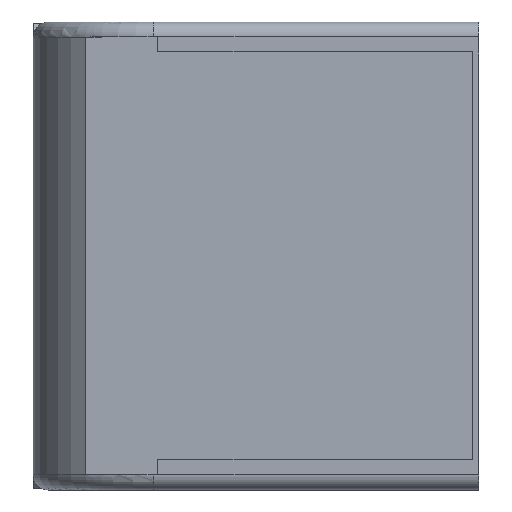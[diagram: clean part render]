
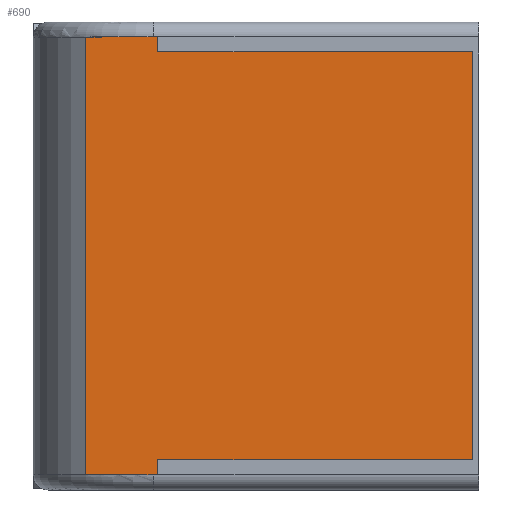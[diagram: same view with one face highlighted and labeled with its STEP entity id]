
A CAD part, top view. The second image highlights one B-rep face of the part: STEP entity #690.
In plain terms, the highlighted planar face has unit normal (0, 0, 1).
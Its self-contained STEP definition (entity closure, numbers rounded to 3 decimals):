
#1 = CARTESIAN_POINT ( 'NONE',  ( -96.124, -156., 2. ) ) ;
#29 = ORIENTED_EDGE ( 'NONE', *, *, #774, .T. ) ;
#34 = CARTESIAN_POINT ( 'NONE',  ( -98.73, -154.506, 2. ) ) ;
#51 = CARTESIAN_POINT ( 'NONE',  ( -97.091, -155.847, 2. ) ) ;
#59 = CARTESIAN_POINT ( 'NONE',  ( -97.631, -4.397, 2. ) ) ;
#81 = B_SPLINE_CURVE_WITH_KNOTS ( 'NONE', 3,
 ( #164, #426, #1131, #879, #1248, #157, #1362, #892, #1463, #1347, #655, #59, #991, #536, #528, #304 ),
 .UNSPECIFIED., .F., .F.,
 ( 4, 2, 2, 2, 2, 2, 2, 4 ),
 ( 0., 0.001, 0.001, 0.002, 0.002, 0.003, 0.004, 0.005 ),
 .UNSPECIFIED. ) ;
#83 = DIRECTION ( 'NONE',  ( 0., 0., -1. ) ) ;
#84 = DIRECTION ( 'NONE',  ( 0., -1., 0. ) ) ;
#89 = VECTOR ( 'NONE', #84, 1000. ) ;
#104 = VERTEX_POINT ( 'NONE', #535 ) ;
#116 = B_SPLINE_CURVE_WITH_KNOTS ( 'NONE', 3,
 ( #1354, #886, #417, #870, #51, #305, #537, #1249, #529, #393, #893, #34, #1449, #548, #1341, #901 ),
 .UNSPECIFIED., .F., .F.,
 ( 4, 2, 2, 2, 2, 2, 2, 4 ),
 ( 0., 0.001, 0.001, 0.002, 0.002, 0.003, 0.004, 0.005 ),
 .UNSPECIFIED. ) ;
#147 = CARTESIAN_POINT ( 'NONE',  ( 45.32, -156., 2. ) ) ;
#157 = CARTESIAN_POINT ( 'NONE',  ( -98.824, -5.67, 2. ) ) ;
#164 = CARTESIAN_POINT ( 'NONE',  ( -99.129, -7., 2. ) ) ;
#166 = CARTESIAN_POINT ( 'NONE',  ( 0., -156., 2. ) ) ;
#181 = VERTEX_POINT ( 'NONE', #681 ) ;
#229 = PLANE ( 'NONE',  #437 ) ;
#304 = CARTESIAN_POINT ( 'NONE',  ( -96.124, -4., 2. ) ) ;
#305 = CARTESIAN_POINT ( 'NONE',  ( -97.455, -155.697, 2. ) ) ;
#310 = DIRECTION ( 'NONE',  ( -1., 0., 0. ) ) ;
#345 = EDGE_CURVE ( 'NONE', #1229, #104, #1474, .T. ) ;
#393 = CARTESIAN_POINT ( 'NONE',  ( -98.386, -154.985, 2. ) ) ;
#396 = CARTESIAN_POINT ( 'NONE',  ( -99.129, -7., 2. ) ) ;
#417 = CARTESIAN_POINT ( 'NONE',  ( -96.517, -155.981, 2. ) ) ;
#418 = VERTEX_POINT ( 'NONE', #802 ) ;
#423 = VECTOR ( 'NONE', #310, 1000. ) ;
#426 = CARTESIAN_POINT ( 'NONE',  ( -99.129, -6.802, 2. ) ) ;
#437 = AXIS2_PLACEMENT_3D ( 'NONE', #1034, #83, #1499 ) ;
#439 = CARTESIAN_POINT ( 'NONE',  ( 0., -4., 2. ) ) ;
#452 = CARTESIAN_POINT ( 'NONE',  ( -99.129, -7., 2. ) ) ;
#528 = CARTESIAN_POINT ( 'NONE',  ( -96.521, -4., 2. ) ) ;
#529 = CARTESIAN_POINT ( 'NONE',  ( -98.108, -155.261, 2. ) ) ;
#535 = CARTESIAN_POINT ( 'NONE',  ( -96.124, -4., 2. ) ) ;
#536 = CARTESIAN_POINT ( 'NONE',  ( -96.915, -4.079, 2. ) ) ;
#537 = CARTESIAN_POINT ( 'NONE',  ( -97.627, -155.605, 2. ) ) ;
#548 = CARTESIAN_POINT ( 'NONE',  ( -99.049, -153.79, 2. ) ) ;
#616 = VERTEX_POINT ( 'NONE', #396 ) ;
#655 = CARTESIAN_POINT ( 'NONE',  ( -97.959, -4.616, 2. ) ) ;
#678 = CARTESIAN_POINT ( 'NONE',  ( 45.32, -4., 2. ) ) ;
#681 = CARTESIAN_POINT ( 'NONE',  ( -99.129, -153., 2. ) ) ;
#690 = ADVANCED_FACE ( 'NONE', ( #1298 ), #229, .F. ) ;
#705 = ORIENTED_EDGE ( 'NONE', *, *, #1160, .T. ) ;
#724 = LINE ( 'NONE', #147, #1138 ) ;
#736 = ORIENTED_EDGE ( 'NONE', *, *, #345, .T. ) ;
#739 = VECTOR ( 'NONE', #1122, 1000. ) ;
#760 = VERTEX_POINT ( 'NONE', #1 ) ;
#774 = EDGE_CURVE ( 'NONE', #418, #1229, #724, .T. ) ;
#802 = CARTESIAN_POINT ( 'NONE',  ( 45.32, -156., 2. ) ) ;
#870 = CARTESIAN_POINT ( 'NONE',  ( -96.901, -155.905, 2. ) ) ;
#879 = CARTESIAN_POINT ( 'NONE',  ( -99.033, -6.223, 2. ) ) ;
#886 = CARTESIAN_POINT ( 'NONE',  ( -96.322, -156., 2. ) ) ;
#892 = CARTESIAN_POINT ( 'NONE',  ( -98.514, -5.171, 2. ) ) ;
#893 = CARTESIAN_POINT ( 'NONE',  ( -98.51, -154.834, 2. ) ) ;
#901 = CARTESIAN_POINT ( 'NONE',  ( -99.129, -153., 2. ) ) ;
#905 = EDGE_CURVE ( 'NONE', #616, #104, #81, .T. ) ;
#919 = LINE ( 'NONE', #452, #89 ) ;
#991 = CARTESIAN_POINT ( 'NONE',  ( -97.456, -4.304, 2. ) ) ;
#1034 = CARTESIAN_POINT ( 'NONE',  ( 0., 0., 2. ) ) ;
#1063 = DIRECTION ( 'NONE',  ( 0., 1., 0. ) ) ;
#1122 = DIRECTION ( 'NONE',  ( 1., 0., 0. ) ) ;
#1131 = CARTESIAN_POINT ( 'NONE',  ( -99.109, -6.607, 2. ) ) ;
#1138 = VECTOR ( 'NONE', #1063, 1000. ) ;
#1160 = EDGE_CURVE ( 'NONE', #760, #418, #1235, .T. ) ;
#1219 = EDGE_LOOP ( 'NONE', ( #29, #736, #1403, #1297, #1253, #705 ) ) ;
#1229 = VERTEX_POINT ( 'NONE', #678 ) ;
#1235 = LINE ( 'NONE', #166, #739 ) ;
#1248 = CARTESIAN_POINT ( 'NONE',  ( -98.975, -6.033, 2. ) ) ;
#1249 = CARTESIAN_POINT ( 'NONE',  ( -97.954, -155.388, 2. ) ) ;
#1253 = ORIENTED_EDGE ( 'NONE', *, *, #1493, .F. ) ;
#1255 = EDGE_CURVE ( 'NONE', #616, #181, #919, .T. ) ;
#1297 = ORIENTED_EDGE ( 'NONE', *, *, #1255, .T. ) ;
#1298 = FACE_OUTER_BOUND ( 'NONE', #1219, .T. ) ;
#1341 = CARTESIAN_POINT ( 'NONE',  ( -99.129, -153.396, 2. ) ) ;
#1347 = CARTESIAN_POINT ( 'NONE',  ( -98.11, -4.74, 2. ) ) ;
#1354 = CARTESIAN_POINT ( 'NONE',  ( -96.124, -156., 2. ) ) ;
#1362 = CARTESIAN_POINT ( 'NONE',  ( -98.732, -5.497, 2. ) ) ;
#1403 = ORIENTED_EDGE ( 'NONE', *, *, #905, .F. ) ;
#1449 = CARTESIAN_POINT ( 'NONE',  ( -98.824, -154.332, 2. ) ) ;
#1463 = CARTESIAN_POINT ( 'NONE',  ( -98.387, -5.017, 2. ) ) ;
#1474 = LINE ( 'NONE', #439, #423 ) ;
#1493 = EDGE_CURVE ( 'NONE', #760, #181, #116, .T. ) ;
#1499 = DIRECTION ( 'NONE',  ( -1., 0., 0. ) ) ;
